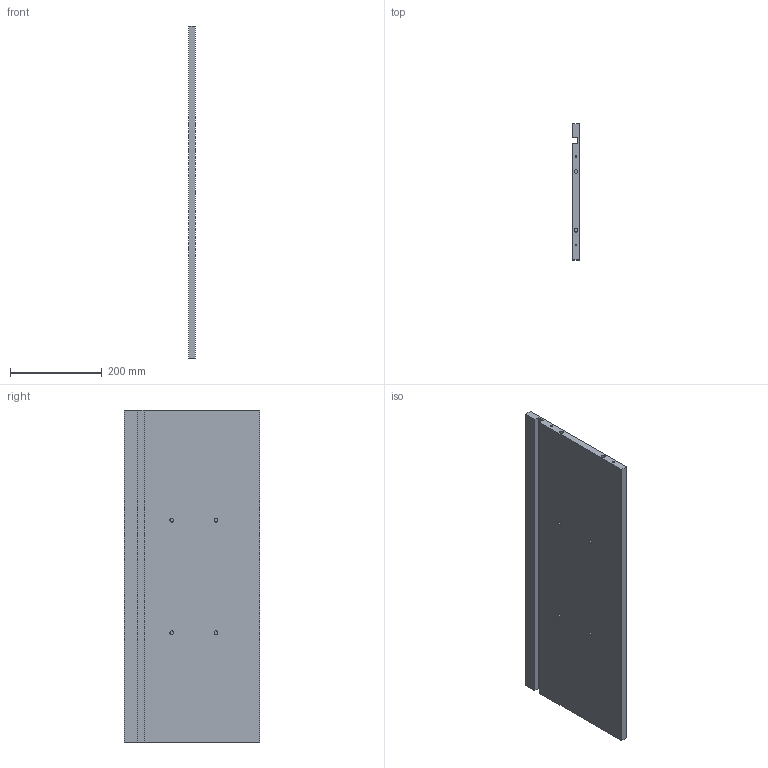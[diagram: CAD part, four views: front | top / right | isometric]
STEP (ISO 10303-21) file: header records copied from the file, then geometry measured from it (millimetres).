
FILE_DESCRIPTION(('STEP AP214'),'1');
FILE_NAME('DIVISAO_DIREITA_04.step','2026-01-16T13:07:33',(' '),(' '),'Spatial InterOp 3D',' ',' ');
FILE_SCHEMA(('AUTOMOTIVE_DESIGN { 1 0 10303 214 1 1 1 1 }'));
Length unit declared in the file: millimetre
Products named in the file (1): LATERAL DIREITA
Bounding box: 15 x 296 x 723 mm (x, y, z)
Volume: 3082788.2 mm3; surface area: 521897.5 mm2
Topology: 3 solids, 3 shells, 54 faces, 100 edges, 68 vertices
Faces by surface type: plane 38, cylinder 16
Full cylindrical faces by diameter (mm): 4 x4, 5 x2, 8 x10
Entity records: 1688 total; most frequent: DIRECTION 226, CARTESIAN_POINT 201, ORIENTED_EDGE 160, AXIS2_PLACEMENT_3D 89, EDGE_LOOP 86, EDGE_CURVE 80, FACE_OUTER_BOUND 70, VERTEX_POINT 64
